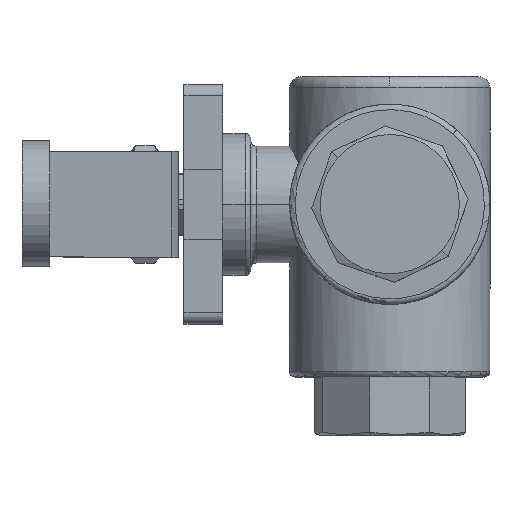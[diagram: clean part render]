
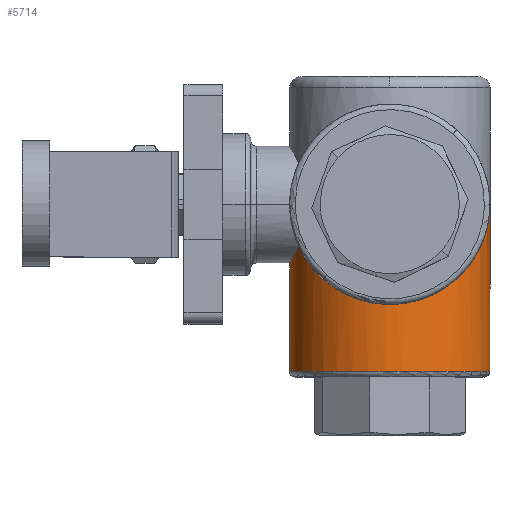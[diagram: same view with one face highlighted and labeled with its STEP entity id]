
A CAD part, top view. The second image highlights one B-rep face of the part: STEP entity #5714.
In plain terms, the highlighted cylindrical face has radius 18 mm (diameter 36 mm), a partial arc.
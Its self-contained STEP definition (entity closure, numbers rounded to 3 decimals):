
#54 = CARTESIAN_POINT ( 'NONE',  ( -18., -30., 32.5 ) ) ;
#756 = CARTESIAN_POINT ( 'NONE',  ( 18., 0., 32.5 ) ) ;
#803 = FACE_OUTER_BOUND ( 'NONE', #3808, .T. ) ;
#884 = LINE ( 'NONE', #5191, #6021 ) ;
#938 = LINE ( 'NONE', #4632, #1740 ) ;
#955 = CARTESIAN_POINT ( 'NONE',  ( -17.203, -9.068, 37.805 ) ) ;
#973 = ORIENTED_EDGE ( 'NONE', *, *, #1108, .T. ) ;
#1108 = EDGE_CURVE ( 'NONE', #4729, #5592, #7069, .T. ) ;
#1401 = VERTEX_POINT ( 'NONE', #5010 ) ;
#1419 = CARTESIAN_POINT ( 'NONE',  ( -16.397, -7.425, 39.925 ) ) ;
#1546 = DIRECTION ( 'NONE',  ( 0., -1., 0. ) ) ;
#1630 = CARTESIAN_POINT ( 'NONE',  ( 18., -30., 32.5 ) ) ;
#1740 = VECTOR ( 'NONE', #1813, 1000. ) ;
#1813 = DIRECTION ( 'NONE',  ( 0., -1., 0. ) ) ;
#2368 = AXIS2_PLACEMENT_3D ( 'NONE', #2888, #7303, #8648 ) ;
#2382 = EDGE_CURVE ( 'NONE', #7505, #5163, #938, .T. ) ;
#2409 = CARTESIAN_POINT ( 'NONE',  ( -17.796, -10.148, 35.285 ) ) ;
#2455 = CARTESIAN_POINT ( 'NONE',  ( -16.822, -8.328, 38.931 ) ) ;
#2502 = ORIENTED_EDGE ( 'NONE', *, *, #2803, .T. ) ;
#2672 = EDGE_CURVE ( 'NONE', #4729, #9055, #884, .T. ) ;
#2699 = AXIS2_PLACEMENT_3D ( 'NONE', #5732, #3650, #4223 ) ;
#2803 = EDGE_CURVE ( 'NONE', #1401, #9055, #6801, .T. ) ;
#2888 = CARTESIAN_POINT ( 'NONE',  ( 0., -30., 32.5 ) ) ;
#3217 = CARTESIAN_POINT ( 'NONE',  ( -18., -10.5, 32.5 ) ) ;
#3650 = DIRECTION ( 'NONE',  ( 0., 1., 0. ) ) ;
#3739 = CYLINDRICAL_SURFACE ( 'NONE', #9298, 18. ) ;
#3808 = EDGE_LOOP ( 'NONE', ( #6729, #6724, #8580, #2502, #6480, #973 ) ) ;
#3893 = CARTESIAN_POINT ( 'NONE',  ( -17.989, -10.482, 33.209 ) ) ;
#4212 = CARTESIAN_POINT ( 'NONE',  ( 18., 0., 32.5 ) ) ;
#4223 = DIRECTION ( 'NONE',  ( -0.257, 0., 0.966 ) ) ;
#4364 = EDGE_CURVE ( 'NONE', #5163, #1401, #6498, .T. ) ;
#4602 = CARTESIAN_POINT ( 'NONE',  ( -16.397, -7.425, 39.925 ) ) ;
#4632 = CARTESIAN_POINT ( 'NONE',  ( -18., 23., 32.5 ) ) ;
#4647 = CARTESIAN_POINT ( 'NONE',  ( -17.459, -9.544, 36.892 ) ) ;
#4703 = CARTESIAN_POINT ( 'NONE',  ( -17.948, -10.41, 33.914 ) ) ;
#4729 = VERTEX_POINT ( 'NONE', #4212 ) ;
#4798 = CARTESIAN_POINT ( 'NONE',  ( -16.613, -7.902, 39.447 ) ) ;
#5010 = CARTESIAN_POINT ( 'NONE',  ( 17.394, -30., 37.133 ) ) ;
#5062 = CARTESIAN_POINT ( 'NONE',  ( 18., -24.747, 57.247 ) ) ;
#5163 = VERTEX_POINT ( 'NONE', #54 ) ;
#5191 = CARTESIAN_POINT ( 'NONE',  ( 18., 23., 32.5 ) ) ;
#5358 = CARTESIAN_POINT ( 'NONE',  ( -17.377, -9.393, 37.204 ) ) ;
#5589 = DIRECTION ( 'NONE',  ( 0., -1., 0. ) ) ;
#5592 = VERTEX_POINT ( 'NONE', #6067 ) ;
#5714 = ADVANCED_FACE ( 'NONE', ( #803 ), #3739, .T. ) ;
#5732 = CARTESIAN_POINT ( 'NONE',  ( 0., -30., 32.5 ) ) ;
#6021 = VECTOR ( 'NONE', #1546, 1000. ) ;
#6067 = CARTESIAN_POINT ( 'NONE',  ( -16.397, -7.425, 39.925 ) ) ;
#6160 = DIRECTION ( 'NONE',  ( 1., 0., 0. ) ) ;
#6480 = ORIENTED_EDGE ( 'NONE', *, *, #2672, .F. ) ;
#6498 = CIRCLE ( 'NONE', #2699, 18. ) ;
#6528 = CARTESIAN_POINT ( 'NONE',  ( -18., -10.5, 32.5 ) ) ;
#6645 = CARTESIAN_POINT ( 'NONE',  ( 0., 23., 32.5 ) ) ;
#6724 = ORIENTED_EDGE ( 'NONE', *, *, #2382, .T. ) ;
#6729 = ORIENTED_EDGE ( 'NONE', *, *, #9081, .T. ) ;
#6753 = CARTESIAN_POINT ( 'NONE',  ( -17.917, -10.357, 34.262 ) ) ;
#6801 = CIRCLE ( 'NONE', #2368, 18. ) ;
#7069 =( BOUNDED_CURVE ( )  B_SPLINE_CURVE ( 3, ( #756, #5062, #7966, #1419 ),
 .UNSPECIFIED., .F., .T. ) 
 B_SPLINE_CURVE_WITH_KNOTS ( ( 4, 4 ),
 ( 1.571, 4.287 ),
 .UNSPECIFIED. ) 
 CURVE ( )  GEOMETRIC_REPRESENTATION_ITEM ( )  RATIONAL_B_SPLINE_CURVE ( ( 1., 0.474, 0.474, 1. ) ) 
 REPRESENTATION_ITEM ( '' )  );
#7303 = DIRECTION ( 'NONE',  ( 0., 1., 0. ) ) ;
#7505 = VERTEX_POINT ( 'NONE', #6528 ) ;
#7543 = CARTESIAN_POINT ( 'NONE',  ( -18., -10.5, 32.855 ) ) ;
#7966 = CARTESIAN_POINT ( 'NONE',  ( -6.19, -29.968, 62.468 ) ) ;
#8410 = CARTESIAN_POINT ( 'NONE',  ( -17.68, -9.944, 35.942 ) ) ;
#8458 = CARTESIAN_POINT ( 'NONE',  ( -17.111, -8.892, 38.094 ) ) ;
#8580 = ORIENTED_EDGE ( 'NONE', *, *, #4364, .T. ) ;
#8648 = DIRECTION ( 'NONE',  ( -0.257, 0., 0.966 ) ) ;
#8848 = B_SPLINE_CURVE_WITH_KNOTS ( 'NONE', 3,
 ( #4602, #4798, #2455, #8458, #955, #5358, #4647, #8410, #2409, #6753, #4703, #3893, #7543, #3217 ),
 .UNSPECIFIED., .F., .F.,
 ( 4, 2, 2, 2, 2, 2, 4 ),
 ( -0.008, -0.006, -0.005, -0.004, -0.002, -0.001, 0. ),
 .UNSPECIFIED. ) ;
#9055 = VERTEX_POINT ( 'NONE', #1630 ) ;
#9081 = EDGE_CURVE ( 'NONE', #5592, #7505, #8848, .T. ) ;
#9298 = AXIS2_PLACEMENT_3D ( 'NONE', #6645, #5589, #6160 ) ;
